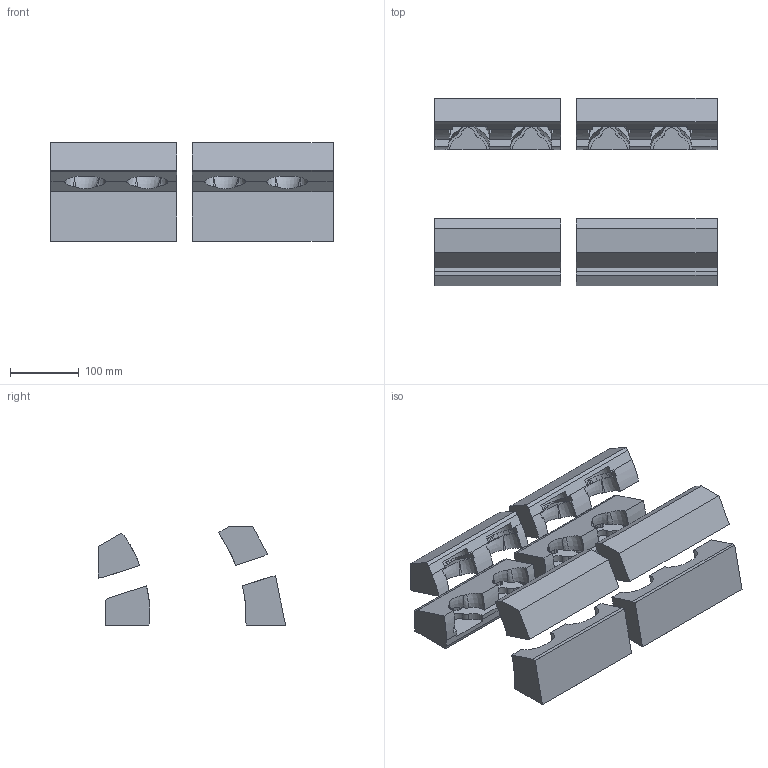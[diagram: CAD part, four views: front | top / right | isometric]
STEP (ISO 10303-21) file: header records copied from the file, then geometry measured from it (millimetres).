
FILE_DESCRIPTION(/* description */ (''),/* implementation_level */ '2;1');
FILE_NAME(/* name */ 'manimold.step',/* time_stamp */ '2022-02-06T12:41:18+01:00',/* author */ (''),/* organization */ (''),/* preprocessor_version */ 'ST-DEVELOPER v18.1',/* originating_system */ 'Autodesk Translation Framework v10.13.0.1454',/* authorisation */ '');
FILE_SCHEMA (('AUTOMOTIVE_DESIGN { 1 0 10303 214 3 1 1 }'));
Length unit declared in the file: millimetre
Products named in the file (1): test
Bounding box: 411.58 x 273.05 x 143.23 mm (x, y, z)
Volume: 3517711.4 mm3; surface area: 438518 mm2
Topology: 8 solids, 8 shells, 555 faces, 1633 edges, 1081 vertices
Faces by surface type: bspline 366, plane 152, cylinder 37
Entity records: 32111 total; most frequent: CARTESIAN_POINT 19877, ORIENTED_EDGE 3240, EDGE_CURVE 1620, DIRECTION 1346, VERTEX_POINT 1081, B_SPLINE_CURVE_WITH_KNOTS 782, LINE 710, VECTOR 710
